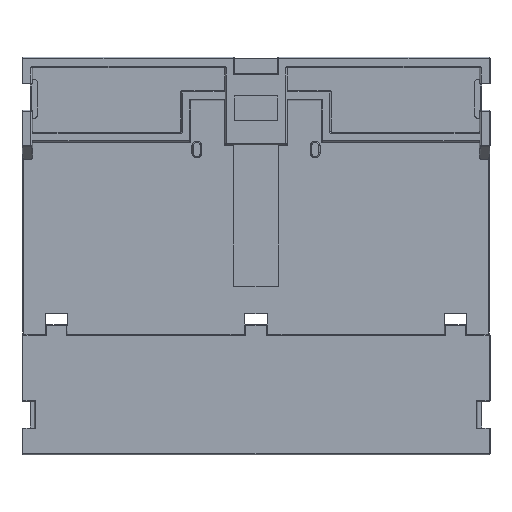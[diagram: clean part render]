
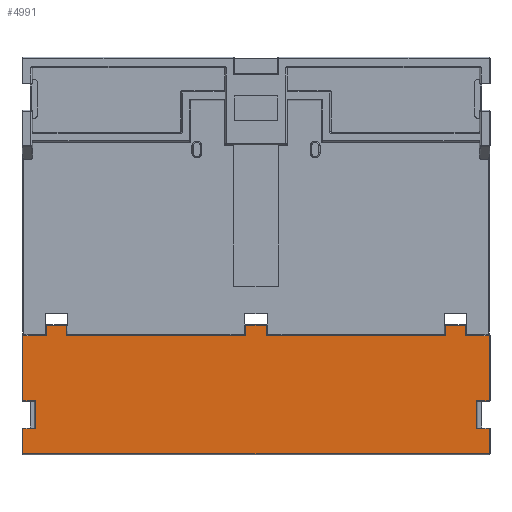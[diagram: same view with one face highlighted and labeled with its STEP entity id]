
A CAD part, front view. The second image highlights one B-rep face of the part: STEP entity #4991.
In plain terms, the highlighted planar face has unit normal (0, -1, 0).
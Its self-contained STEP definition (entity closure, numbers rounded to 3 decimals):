
#18=DIRECTION('',(0.,0.,-1.));
#19=VECTOR('',#18,14.837);
#20=CARTESIAN_POINT('',(-53.167,0.,-18.193));
#21=LINE('',#20,#19);
#22=DIRECTION('',(-1.,0.,0.));
#23=VECTOR('',#22,5.397);
#24=CARTESIAN_POINT('',(-47.77,0.,-18.193));
#25=LINE('',#24,#23);
#26=DIRECTION('',(0.,0.,1.));
#27=VECTOR('',#26,2.343);
#28=CARTESIAN_POINT('',(-47.77,0.,-18.193));
#29=LINE('',#28,#27);
#30=DIRECTION('',(-1.,0.,0.));
#31=VECTOR('',#30,4.6);
#32=CARTESIAN_POINT('',(-43.17,0.,-15.85));
#33=LINE('',#32,#31);
#34=DIRECTION('',(0.,0.,-1.));
#35=VECTOR('',#34,2.343);
#36=CARTESIAN_POINT('',(-43.17,0.,-15.85));
#37=LINE('',#36,#35);
#38=DIRECTION('',(-1.,0.,0.));
#39=VECTOR('',#38,40.87);
#40=CARTESIAN_POINT('',(-2.3,0.,-18.193));
#41=LINE('',#40,#39);
#42=DIRECTION('',(0.,0.,1.));
#43=VECTOR('',#42,2.343);
#44=CARTESIAN_POINT('',(-2.3,0.,-18.193));
#45=LINE('',#44,#43);
#46=DIRECTION('',(-1.,0.,0.));
#47=VECTOR('',#46,4.6);
#48=CARTESIAN_POINT('',(2.3,0.,-15.85));
#49=LINE('',#48,#47);
#50=DIRECTION('',(0.,0.,-1.));
#51=VECTOR('',#50,2.343);
#52=CARTESIAN_POINT('',(2.3,0.,-15.85));
#53=LINE('',#52,#51);
#54=DIRECTION('',(-1.,0.,0.));
#55=VECTOR('',#54,40.87);
#56=CARTESIAN_POINT('',(43.17,0.,-18.193));
#57=LINE('',#56,#55);
#58=DIRECTION('',(0.,0.,1.));
#59=VECTOR('',#58,2.343);
#60=CARTESIAN_POINT('',(43.17,0.,-18.193));
#61=LINE('',#60,#59);
#62=DIRECTION('',(-1.,0.,0.));
#63=VECTOR('',#62,4.6);
#64=CARTESIAN_POINT('',(47.77,0.,-15.85));
#65=LINE('',#64,#63);
#66=DIRECTION('',(0.,0.,-1.));
#67=VECTOR('',#66,2.343);
#68=CARTESIAN_POINT('',(47.77,0.,-15.85));
#69=LINE('',#68,#67);
#70=DIRECTION('',(-1.,0.,0.));
#71=VECTOR('',#70,5.397);
#72=CARTESIAN_POINT('',(53.167,0.,-18.193));
#73=LINE('',#72,#71);
#74=DIRECTION('',(0.,0.,1.));
#75=VECTOR('',#74,14.837);
#76=CARTESIAN_POINT('',(53.167,0.,-33.03));
#77=LINE('',#76,#75);
#78=DIRECTION('',(1.,0.,0.));
#79=VECTOR('',#78,2.842);
#80=CARTESIAN_POINT('',(50.325,0.,-33.03));
#81=LINE('',#80,#79);
#82=DIRECTION('',(0.,0.,1.));
#83=VECTOR('',#82,6.4);
#84=CARTESIAN_POINT('',(50.325,0.,-39.43));
#85=LINE('',#84,#83);
#86=DIRECTION('',(-1.,0.,0.));
#87=VECTOR('',#86,2.842);
#88=CARTESIAN_POINT('',(53.167,0.,-39.43));
#89=LINE('',#88,#87);
#90=DIRECTION('',(0.,0.,1.));
#91=VECTOR('',#90,5.712);
#92=CARTESIAN_POINT('',(53.167,0.,-45.142));
#93=LINE('',#92,#91);
#94=DIRECTION('',(1.,0.,0.));
#95=VECTOR('',#94,106.334);
#96=CARTESIAN_POINT('',(-53.167,0.,-45.142));
#97=LINE('',#96,#95);
#98=DIRECTION('',(0.,0.,-1.));
#99=VECTOR('',#98,5.712);
#100=CARTESIAN_POINT('',(-53.167,0.,-39.43));
#101=LINE('',#100,#99);
#102=DIRECTION('',(-1.,0.,0.));
#103=VECTOR('',#102,2.842);
#104=CARTESIAN_POINT('',(-50.325,0.,-39.43));
#105=LINE('',#104,#103);
#106=DIRECTION('',(0.,0.,-1.));
#107=VECTOR('',#106,6.4);
#108=CARTESIAN_POINT('',(-50.325,0.,-33.03));
#109=LINE('',#108,#107);
#110=DIRECTION('',(1.,0.,0.));
#111=VECTOR('',#110,2.842);
#112=CARTESIAN_POINT('',(-53.167,0.,-33.03));
#113=LINE('',#112,#111);
#4266=CARTESIAN_POINT('',(-50.325,0.,-33.03));
#4267=CARTESIAN_POINT('',(-50.325,0.,-39.43));
#4268=VERTEX_POINT('',#4266);
#4269=VERTEX_POINT('',#4267);
#4278=CARTESIAN_POINT('',(-53.167,0.,-33.03));
#4279=VERTEX_POINT('',#4278);
#4280=CARTESIAN_POINT('',(-47.77,0.,-18.193));
#4281=CARTESIAN_POINT('',(-47.77,0.,-15.85));
#4282=VERTEX_POINT('',#4280);
#4283=VERTEX_POINT('',#4281);
#4288=CARTESIAN_POINT('',(-43.17,0.,-15.85));
#4289=VERTEX_POINT('',#4288);
#4292=CARTESIAN_POINT('',(-43.17,0.,-18.193));
#4293=VERTEX_POINT('',#4292);
#4298=CARTESIAN_POINT('',(-2.3,0.,-18.193));
#4299=VERTEX_POINT('',#4298);
#4300=CARTESIAN_POINT('',(-2.3,0.,-15.85));
#4301=VERTEX_POINT('',#4300);
#4304=CARTESIAN_POINT('',(2.3,0.,-15.85));
#4305=VERTEX_POINT('',#4304);
#4308=CARTESIAN_POINT('',(2.3,0.,-18.193));
#4309=VERTEX_POINT('',#4308);
#4314=CARTESIAN_POINT('',(43.17,0.,-18.193));
#4315=VERTEX_POINT('',#4314);
#4316=CARTESIAN_POINT('',(43.17,0.,-15.85));
#4317=VERTEX_POINT('',#4316);
#4320=CARTESIAN_POINT('',(47.77,0.,-15.85));
#4321=VERTEX_POINT('',#4320);
#4324=CARTESIAN_POINT('',(47.77,0.,-18.193));
#4325=VERTEX_POINT('',#4324);
#4332=CARTESIAN_POINT('',(50.325,0.,-33.03));
#4333=CARTESIAN_POINT('',(53.167,0.,-33.03));
#4334=VERTEX_POINT('',#4332);
#4335=VERTEX_POINT('',#4333);
#4338=CARTESIAN_POINT('',(50.325,0.,-39.43));
#4339=VERTEX_POINT('',#4338);
#4342=CARTESIAN_POINT('',(-53.167,0.,-39.43));
#4343=VERTEX_POINT('',#4342);
#4348=CARTESIAN_POINT('',(-53.167,0.,-45.142));
#4349=VERTEX_POINT('',#4348);
#4354=CARTESIAN_POINT('',(53.167,0.,-45.142));
#4355=VERTEX_POINT('',#4354);
#4360=CARTESIAN_POINT('',(53.167,0.,-39.43));
#4361=VERTEX_POINT('',#4360);
#4527=CARTESIAN_POINT('',(53.167,0.,-18.193));
#4529=VERTEX_POINT('',#4527);
#4533=CARTESIAN_POINT('',(-53.167,0.,-18.193));
#4535=VERTEX_POINT('',#4533);
#4936=CARTESIAN_POINT('',(0.,0.,0.));
#4937=DIRECTION('',(0.,1.,0.));
#4938=DIRECTION('',(1.,0.,0.));
#4939=AXIS2_PLACEMENT_3D('',#4936,#4937,#4938);
#4940=PLANE('',#4939);
#4942=ORIENTED_EDGE('',*,*,#4941,.F.);
#4944=ORIENTED_EDGE('',*,*,#4943,.F.);
#4946=ORIENTED_EDGE('',*,*,#4945,.T.);
#4948=ORIENTED_EDGE('',*,*,#4947,.F.);
#4950=ORIENTED_EDGE('',*,*,#4949,.T.);
#4952=ORIENTED_EDGE('',*,*,#4951,.F.);
#4954=ORIENTED_EDGE('',*,*,#4953,.T.);
#4956=ORIENTED_EDGE('',*,*,#4955,.F.);
#4958=ORIENTED_EDGE('',*,*,#4957,.T.);
#4960=ORIENTED_EDGE('',*,*,#4959,.F.);
#4962=ORIENTED_EDGE('',*,*,#4961,.T.);
#4964=ORIENTED_EDGE('',*,*,#4963,.F.);
#4966=ORIENTED_EDGE('',*,*,#4965,.T.);
#4968=ORIENTED_EDGE('',*,*,#4967,.F.);
#4970=ORIENTED_EDGE('',*,*,#4969,.F.);
#4972=ORIENTED_EDGE('',*,*,#4971,.F.);
#4974=ORIENTED_EDGE('',*,*,#4973,.F.);
#4976=ORIENTED_EDGE('',*,*,#4975,.F.);
#4978=ORIENTED_EDGE('',*,*,#4977,.F.);
#4980=ORIENTED_EDGE('',*,*,#4979,.F.);
#4982=ORIENTED_EDGE('',*,*,#4981,.F.);
#4984=ORIENTED_EDGE('',*,*,#4983,.F.);
#4986=ORIENTED_EDGE('',*,*,#4985,.F.);
#4988=ORIENTED_EDGE('',*,*,#4987,.F.);
#4989=EDGE_LOOP('',(#4942,#4944,#4946,#4948,#4950,#4952,#4954,#4956,#4958,#4960,
#4962,#4964,#4966,#4968,#4970,#4972,#4974,#4976,#4978,#4980,#4982,#4984,#4986,
#4988));
#4990=FACE_OUTER_BOUND('',#4989,.F.);
#4991=ADVANCED_FACE('',(#4990),#4940,.F.);
#4941=EDGE_CURVE('',#4535,#4279,#21,.T.);
#4943=EDGE_CURVE('',#4282,#4535,#25,.T.);
#4945=EDGE_CURVE('',#4282,#4283,#29,.T.);
#4947=EDGE_CURVE('',#4289,#4283,#33,.T.);
#4949=EDGE_CURVE('',#4289,#4293,#37,.T.);
#4951=EDGE_CURVE('',#4299,#4293,#41,.T.);
#4953=EDGE_CURVE('',#4299,#4301,#45,.T.);
#4955=EDGE_CURVE('',#4305,#4301,#49,.T.);
#4957=EDGE_CURVE('',#4305,#4309,#53,.T.);
#4959=EDGE_CURVE('',#4315,#4309,#57,.T.);
#4961=EDGE_CURVE('',#4315,#4317,#61,.T.);
#4963=EDGE_CURVE('',#4321,#4317,#65,.T.);
#4965=EDGE_CURVE('',#4321,#4325,#69,.T.);
#4967=EDGE_CURVE('',#4529,#4325,#73,.T.);
#4969=EDGE_CURVE('',#4335,#4529,#77,.T.);
#4971=EDGE_CURVE('',#4334,#4335,#81,.T.);
#4973=EDGE_CURVE('',#4339,#4334,#85,.T.);
#4975=EDGE_CURVE('',#4361,#4339,#89,.T.);
#4977=EDGE_CURVE('',#4355,#4361,#93,.T.);
#4979=EDGE_CURVE('',#4349,#4355,#97,.T.);
#4981=EDGE_CURVE('',#4343,#4349,#101,.T.);
#4983=EDGE_CURVE('',#4269,#4343,#105,.T.);
#4985=EDGE_CURVE('',#4268,#4269,#109,.T.);
#4987=EDGE_CURVE('',#4279,#4268,#113,.T.);
